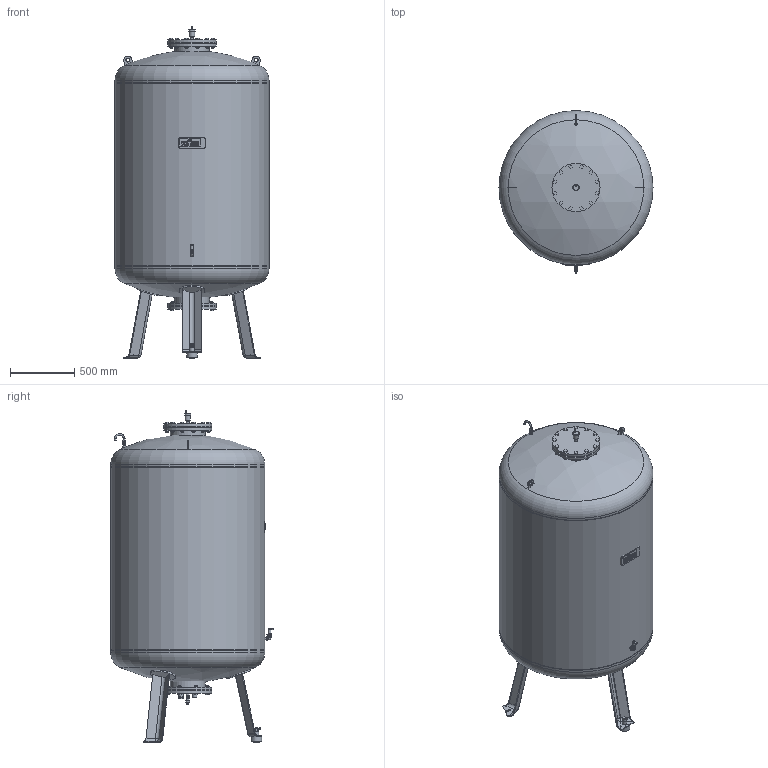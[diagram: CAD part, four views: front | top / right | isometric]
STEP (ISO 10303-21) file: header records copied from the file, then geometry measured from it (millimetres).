
FILE_DESCRIPTION(/* description */ (''),/* implementation_level */ '2;1');
FILE_NAME(/* name */ '3d_VariomatVG2000-8601005.stp',/* time_stamp */ '2015-12-08T10:28:07+01:00',/* author */ ('Andrzej'),/* organization */ (''),/* preprocessor_version */ 'ST-DEVELOPER v15.5',/* originating_system */ 'AutoCAD Mechanical',/* authorisation */ '');
FILE_SCHEMA (('AUTOMOTIVE_DESIGN { 1 0 10303 214 3 1 1 }'));
Length unit declared in the file: millimetre
Products named in the file (1): Product
Bounding box: 1200 x 1266 x 2587 mm (x, y, z)
Volume: 2026920991.3 mm3; surface area: 14902975.6 mm2
Topology: 37 solids, 37 shells, 882 faces, 2043 edges, 1336 vertices
Faces by surface type: plane 598, cylinder 217, cone 37, sphere 18, torus 8, bspline 4
Full cylindrical faces by diameter (mm): 3.5 x1, 5 x2, 8 x1, 8.7 x1, 9 x1, 10.8 x3, 11 x3, 11.2 x2, 11.5 x1, 12 x2, 14.3 x1, 14.6 x1, 15 x1, 16 x40, 16.6 x3, 18.5 x1, 20 x3, 20.9 x2, 21 x1, 21.3 x1, 22 x1, 23.3 x1, 23.6 x1, 24 x1, 24.7 x1, 26 x1, 26.4 x1, 26.9 x1, 28 x3, 30 x2
Entity records: 24500 total; most frequent: CARTESIAN_POINT 4628, DIRECTION 4112, ORIENTED_EDGE 3720, EDGE_CURVE 1860, AXIS2_PLACEMENT_3D 1394, LINE 1324, VECTOR 1324, VERTEX_POINT 1310
